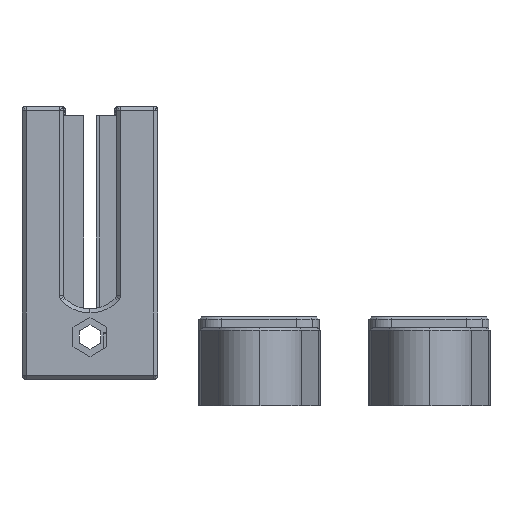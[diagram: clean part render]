
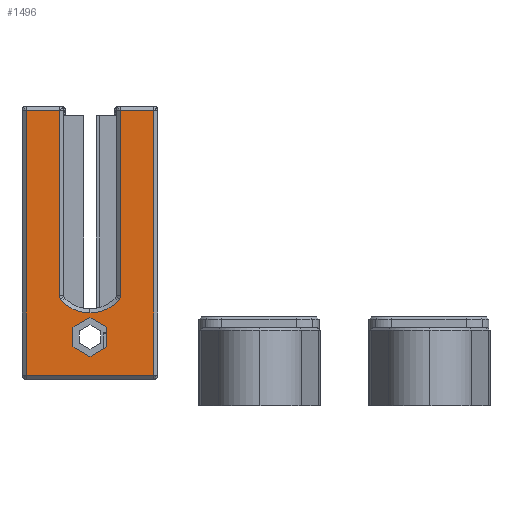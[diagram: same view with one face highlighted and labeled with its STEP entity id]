
A CAD part, left-side view. The second image highlights one B-rep face of the part: STEP entity #1496.
In plain terms, the highlighted planar face has unit normal (-1, 0, 0).
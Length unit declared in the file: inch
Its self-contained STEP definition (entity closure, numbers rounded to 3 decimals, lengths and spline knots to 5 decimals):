
#1496=ADVANCED_FACE('',(#3099,#3100),#3101,.F.);
#3099=FACE_BOUND('',#5468,.T.);
#3100=FACE_OUTER_BOUND('',#5469,.T.);
#3101=PLANE('',#5470);
#5468=EDGE_LOOP('',(#9820,#9821,#9822,#9823,#9824,#9825));
#5469=EDGE_LOOP('',(#9826,#9827,#9828,#9829,#9830,#9831,#9832,#9833,#9834,#9835,#9836,#9837,#9838));
#5470=AXIS2_PLACEMENT_3D('',#9839,#9840,#9841);
#9820=ORIENTED_EDGE('',*,*,#11153,.T.);
#9821=ORIENTED_EDGE('',*,*,#12339,.T.);
#9822=ORIENTED_EDGE('',*,*,#12849,.T.);
#9823=ORIENTED_EDGE('',*,*,#12850,.T.);
#9824=ORIENTED_EDGE('',*,*,#11783,.T.);
#9825=ORIENTED_EDGE('',*,*,#12827,.T.);
#9826=ORIENTED_EDGE('',*,*,#12582,.F.);
#9827=ORIENTED_EDGE('',*,*,#12397,.F.);
#9828=ORIENTED_EDGE('',*,*,#12302,.F.);
#9829=ORIENTED_EDGE('',*,*,#11927,.F.);
#9830=ORIENTED_EDGE('',*,*,#11958,.F.);
#9831=ORIENTED_EDGE('',*,*,#12851,.F.);
#9832=ORIENTED_EDGE('',*,*,#12306,.F.);
#9833=ORIENTED_EDGE('',*,*,#11866,.F.);
#9834=ORIENTED_EDGE('',*,*,#11144,.F.);
#9835=ORIENTED_EDGE('',*,*,#12713,.F.);
#9836=ORIENTED_EDGE('',*,*,#12852,.F.);
#9837=ORIENTED_EDGE('',*,*,#12313,.F.);
#9838=ORIENTED_EDGE('',*,*,#12562,.F.);
#9839=CARTESIAN_POINT('',(-0.26852,2.11419,-1.88124));
#9840=DIRECTION('',(1.0,0.0,0.));
#9841=DIRECTION('',(0.,0.0,1.0));
#11144=EDGE_CURVE('',#13224,#13226,#13227,.T.);
#11153=EDGE_CURVE('',#13241,#13242,#13243,.T.);
#11783=EDGE_CURVE('',#14332,#14330,#14333,.T.);
#11866=EDGE_CURVE('',#13226,#14456,#14459,.T.);
#11927=EDGE_CURVE('',#14551,#14547,#14553,.T.);
#11958=EDGE_CURVE('',#14598,#14551,#14599,.T.);
#12302=EDGE_CURVE('',#14547,#15096,#15097,.T.);
#12306=EDGE_CURVE('',#14456,#15102,#15103,.T.);
#12313=EDGE_CURVE('',#14154,#14541,#15112,.T.);
#12339=EDGE_CURVE('',#13242,#15146,#15147,.T.);
#12397=EDGE_CURVE('',#15096,#13953,#15220,.T.);
#12562=EDGE_CURVE('',#14489,#14154,#15437,.T.);
#12582=EDGE_CURVE('',#13953,#14489,#15461,.T.);
#12713=EDGE_CURVE('',#14674,#13224,#15617,.T.);
#12827=EDGE_CURVE('',#14330,#13241,#15752,.T.);
#12849=EDGE_CURVE('',#15146,#15777,#15778,.T.);
#12850=EDGE_CURVE('',#15777,#14332,#15779,.T.);
#12851=EDGE_CURVE('',#15102,#14598,#15780,.T.);
#12852=EDGE_CURVE('',#14541,#14674,#15781,.T.);
#13224=VERTEX_POINT('',#16235);
#13226=VERTEX_POINT('',#16238);
#13227=LINE('',#16239,#16240);
#13241=VERTEX_POINT('',#16258);
#13242=VERTEX_POINT('',#16259);
#13243=LINE('',#16260,#16261);
#13953=VERTEX_POINT('',#17202);
#14154=VERTEX_POINT('',#17451);
#14330=VERTEX_POINT('',#17691);
#14332=VERTEX_POINT('',#17694);
#14333=LINE('',#17695,#17696);
#14456=VERTEX_POINT('',#17857);
#14459=CIRCLE('',#17861,0.04724);
#14489=VERTEX_POINT('',#17900);
#14541=VERTEX_POINT('',#17971);
#14547=VERTEX_POINT('',#17979);
#14551=VERTEX_POINT('',#17984);
#14553=CIRCLE('',#17987,0.04724);
#14598=VERTEX_POINT('',#18058);
#14599=CIRCLE('',#18059,0.22441);
#14674=VERTEX_POINT('',#18170);
#15096=VERTEX_POINT('',#18785);
#15097=CIRCLE('',#18786,0.04724);
#15102=VERTEX_POINT('',#18792);
#15103=CIRCLE('',#18793,0.04724);
#15112=LINE('',#18803,#18804);
#15146=VERTEX_POINT('',#18862);
#15147=LINE('',#18863,#18864);
#15220=LINE('',#18963,#18964);
#15437=LINE('',#19310,#19311);
#15461=LINE('',#19344,#19345);
#15617=LINE('',#19552,#19553);
#15752=LINE('',#19731,#19732);
#15777=VERTEX_POINT('',#19765);
#15778=LINE('',#19766,#19767);
#15779=LINE('',#19768,#19769);
#15780=CIRCLE('',#19770,0.22441);
#15781=LINE('',#19771,#19772);
#16235=CARTESIAN_POINT('',(-0.26852,2.14407,1.71154));
#16238=CARTESIAN_POINT('',(-0.26852,2.14407,0.63891));
#16239=CARTESIAN_POINT('',(-0.26852,2.14407,-0.97603));
#16240=VECTOR('',#20176,1.0);
#16258=CARTESIAN_POINT('',(-0.26852,2.06693,0.34152));
#16259=CARTESIAN_POINT('',(-0.26852,2.06693,0.45517));
#16260=CARTESIAN_POINT('',(-0.26852,2.06693,-0.71304));
#16261=VECTOR('',#20187,1.0);
#17202=CARTESIAN_POINT('',(-0.26852,1.79294,1.71154));
#17451=CARTESIAN_POINT('',(-0.26852,1.59843,0.17707));
#17691=CARTESIAN_POINT('',(-0.26852,1.9685,0.28469));
#17694=CARTESIAN_POINT('',(-0.26852,1.87008,0.34152));
#17695=CARTESIAN_POINT('',(-0.26852,2.49208,-0.01759));
#17696=VECTOR('',#21182,1.);
#17857=CARTESIAN_POINT('',(-0.26852,2.14055,0.62102));
#17861=AXIS2_PLACEMENT_3D('',#21294,#21295,#21296);
#17900=CARTESIAN_POINT('',(-0.26852,1.59843,1.71154));
#17971=CARTESIAN_POINT('',(-0.26852,2.33858,0.17707));
#17979=CARTESIAN_POINT('',(-0.26852,1.79646,0.62102));
#17984=CARTESIAN_POINT('',(-0.26852,1.80649,0.60579));
#17987=AXIS2_PLACEMENT_3D('',#21368,#21369,#21370);
#18058=CARTESIAN_POINT('',(-0.26852,1.9685,0.53869));
#18059=AXIS2_PLACEMENT_3D('',#21406,#21407,#21408);
#18170=CARTESIAN_POINT('',(-0.26852,2.33858,1.71154));
#18785=CARTESIAN_POINT('',(-0.26852,1.79294,0.63891));
#18786=AXIS2_PLACEMENT_3D('',#21879,#21880,#21881);
#18792=CARTESIAN_POINT('',(-0.26852,2.13052,0.60579));
#18793=AXIS2_PLACEMENT_3D('',#21886,#21887,#21888);
#18803=CARTESIAN_POINT('',(-0.26852,2.04135,0.17707));
#18804=VECTOR('',#21899,1.0);
#18862=CARTESIAN_POINT('',(-0.26852,1.9685,0.512));
#18863=CARTESIAN_POINT('',(-0.26852,2.54129,0.1813));
#18864=VECTOR('',#21930,1.);
#18963=CARTESIAN_POINT('',(-0.26852,1.79294,-0.97603));
#18964=VECTOR('',#21997,1.0);
#19310=CARTESIAN_POINT('',(-0.26852,1.59843,-0.7422));
#19311=VECTOR('',#22178,1.0);
#19344=CARTESIAN_POINT('',(-0.26852,1.96205,1.71154));
#19345=VECTOR('',#22197,1.0);
#19552=CARTESIAN_POINT('',(-0.26852,1.96205,1.71154));
#19553=VECTOR('',#22342,1.0);
#19731=CARTESIAN_POINT('',(-0.26852,1.60341,0.07391));
#19732=VECTOR('',#22461,1.);
#19765=CARTESIAN_POINT('',(-0.26852,1.87008,0.45517));
#19766=CARTESIAN_POINT('',(-0.26852,1.45577,0.21597));
#19767=VECTOR('',#22479,1.);
#19768=CARTESIAN_POINT('',(-0.26852,1.87008,-0.76986));
#19769=VECTOR('',#22480,1.0);
#19770=AXIS2_PLACEMENT_3D('',#22481,#22482,#22483);
#19771=CARTESIAN_POINT('',(-0.26852,2.33858,-0.7422));
#19772=VECTOR('',#22484,1.0);
#20176=DIRECTION('',(0.,0.0,-1.0));
#20187=DIRECTION('',(0.,0.0,1.0));
#21182=DIRECTION('',(0.,0.866,-0.5));
#21294=CARTESIAN_POINT('',(-0.26852,2.09683,0.63891));
#21295=DIRECTION('',(-1.0,0.0,0.));
#21296=DIRECTION('',(0.,0.926,-0.379));
#21368=CARTESIAN_POINT('',(-0.26852,1.84018,0.63891));
#21369=DIRECTION('',(-1.0,0.0,0.));
#21370=DIRECTION('',(0.,-0.926,-0.379));
#21406=CARTESIAN_POINT('',(-0.26852,1.96654,0.76309));
#21407=DIRECTION('',(-1.0,0.0,0.));
#21408=DIRECTION('',(0.,-1.0,0.));
#21879=CARTESIAN_POINT('',(-0.26852,1.84018,0.63891));
#21880=DIRECTION('',(-1.0,0.0,0.));
#21881=DIRECTION('',(0.,-0.926,-0.379));
#21886=CARTESIAN_POINT('',(-0.26852,2.09683,0.63891));
#21887=DIRECTION('',(-1.0,0.0,0.));
#21888=DIRECTION('',(0.,0.926,-0.379));
#21899=DIRECTION('',(0.0,1.0,0.0));
#21930=DIRECTION('',(0.,-0.866,0.5));
#21997=DIRECTION('',(0.,0.0,1.0));
#22178=DIRECTION('',(0.,0.0,-1.0));
#22197=DIRECTION('',(0.0,-1.0,0.0));
#22342=DIRECTION('',(0.0,-1.0,0.0));
#22461=DIRECTION('',(0.,0.866,0.5));
#22479=DIRECTION('',(0.,-0.866,-0.5));
#22480=DIRECTION('',(0.,0.0,-1.0));
#22481=CARTESIAN_POINT('',(-0.26852,1.97047,0.76309));
#22482=DIRECTION('',(-1.0,0.0,0.));
#22483=DIRECTION('',(0.,1.0,0.));
#22484=DIRECTION('',(0.,0.0,1.0));
